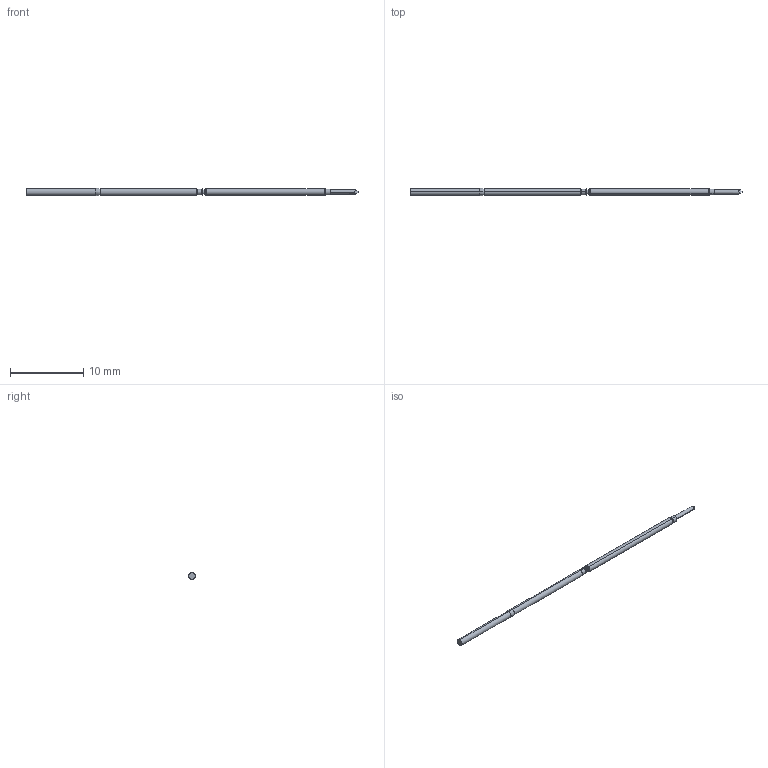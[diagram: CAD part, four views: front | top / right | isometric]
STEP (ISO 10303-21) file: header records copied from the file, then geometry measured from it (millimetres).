
FILE_DESCRIPTION (( 'STEP AP214' ), '1' );
FILE_NAME ('050-SBB161DS3.STEP', '2016-04-28T16:58:20', ( 'spare' ), ( '' ), 'SwSTEP 2.0', 'SolidWorks 2016', '' );
FILE_SCHEMA (( 'AUTOMOTIVE_DESIGN' ));
Length unit declared in the file: inch
Products named in the file (1): 050-SBB161DS3
Bounding box: 45.47 x 0.99 x 1 mm (x, y, z)
Volume: 27.5 mm3; surface area: 125.8 mm2
Topology: 1 solids, 1 shells, 40 faces, 81 edges, 45 vertices
Faces by surface type: cylinder 15, torus 10, cone 8, plane 7
Entity records: 1596 total; most frequent: DIRECTION 205, CARTESIAN_POINT 182, ORIENTED_EDGE 162, AXIS2_PLACEMENT_3D 88, EDGE_CURVE 81, CIRCLE 47, VERTEX_POINT 45, UNCERTAINTY_MEASURE_WITH_UNIT 43
